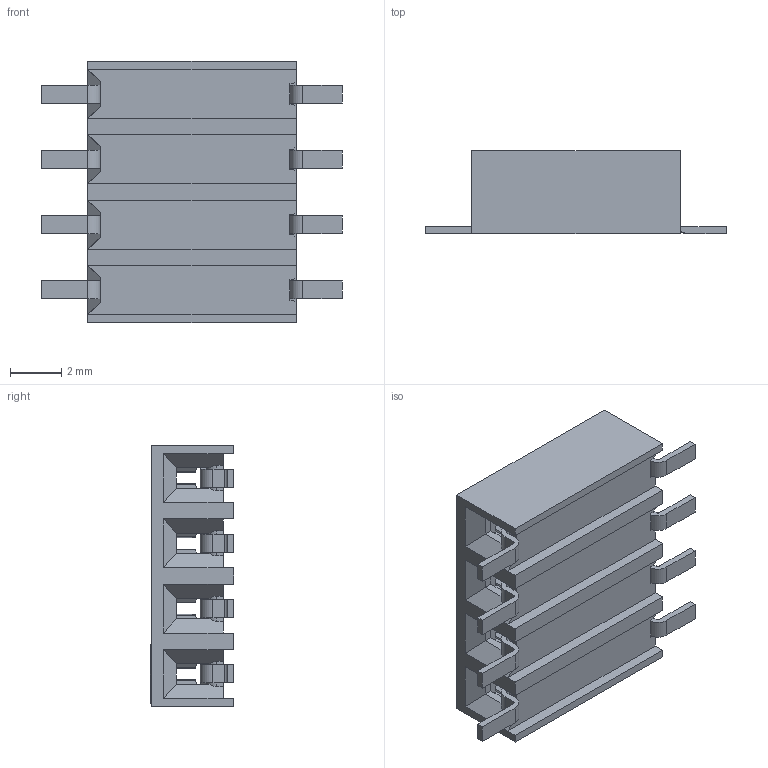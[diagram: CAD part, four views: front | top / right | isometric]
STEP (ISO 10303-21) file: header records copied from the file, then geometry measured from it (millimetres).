
FILE_DESCRIPTION(/* description */ (''),/* implementation_level */ '2;1');
FILE_NAME(/* name */ '3882-04-1-xx-xx.stp',/* time_stamp */ '2026-02-02T13:33:31+01:00',/* author */ ('Andreas.Larin'),/* organization */ (''),/* preprocessor_version */ 'ST-DEVELOPER v20',/* originating_system */ 'Autodesk Inventor 2025',/* authorisation */ '');
FILE_SCHEMA (('AUTOMOTIVE_DESIGN { 1 0 10303 214 3 1 1 }'));
Length unit declared in the file: millimetre
Products named in the file (1): 3882-04-1-xx-xx
Bounding box: 11.7 x 3.23 x 10.16 mm (x, y, z)
Volume: 169.4 mm3; surface area: 680.5 mm2
Topology: 1 solids, 1 shells, 622 faces, 1841 edges, 1182 vertices
Faces by surface type: plane 422, cylinder 184, bspline 16
Entity records: 21668 total; most frequent: CARTESIAN_POINT 4730, ORIENTED_EDGE 3682, DIRECTION 3407, EDGE_CURVE 1841, LINE 1425, VECTOR 1425, VERTEX_POINT 1182, AXIS2_PLACEMENT_3D 991
